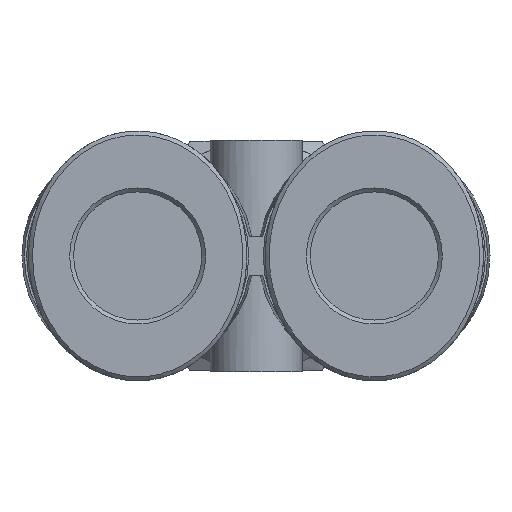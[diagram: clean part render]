
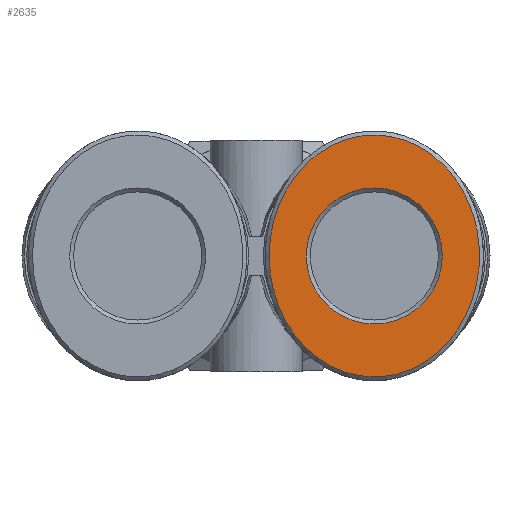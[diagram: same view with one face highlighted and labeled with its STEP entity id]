
A CAD part, left-side view. The second image highlights one B-rep face of the part: STEP entity #2635.
In plain terms, the highlighted face is planar.
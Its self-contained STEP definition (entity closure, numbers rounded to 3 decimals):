
#2562=CARTESIAN_POINT('',(9.2,5.8,0.));
#2563=VERTEX_POINT('',#2562);
#2593=CARTESIAN_POINT('',(9.2,5.8,0.));
#2594=CARTESIAN_POINT('',(9.2,5.8,1.19));
#2595=CARTESIAN_POINT('',(8.58,5.8,3.571));
#2596=CARTESIAN_POINT('',(5.951,5.8,6.456));
#2597=CARTESIAN_POINT('',(2.127,5.8,8.066));
#2598=CARTESIAN_POINT('',(-2.127,5.8,8.067));
#2599=CARTESIAN_POINT('',(-5.952,5.8,6.455));
#2600=CARTESIAN_POINT('',(-8.58,5.8,3.572));
#2601=CARTESIAN_POINT('',(-9.512,5.8,-0.001));
#2602=CARTESIAN_POINT('',(-8.681,5.8,-3.172));
#2603=CARTESIAN_POINT('',(-6.344,5.8,-6.179));
#2604=CARTESIAN_POINT('',(-2.605,5.8,-8.072));
#2605=CARTESIAN_POINT('',(2.129,5.8,-8.064));
#2606=CARTESIAN_POINT('',(5.95,5.8,-6.457));
#2607=CARTESIAN_POINT('',(8.581,5.8,-3.57));
#2608=CARTESIAN_POINT('',(9.2,5.8,-1.19));
#2609=CARTESIAN_POINT('',(9.2,5.8,0.));
#2610=B_SPLINE_CURVE_WITH_KNOTS('',3,(#2593,#2594,#2595,#2596,#2597,#2598,#2599,#2600,#2601,#2602,#2603,#2604,#2605,#2606,#2607,#2608,#2609),.UNSPECIFIED.,.T.,.U.,(4,1,1,1,1,1,1,1,1,1,1,1,1,1,4),(-3.142,-2.693,-2.244,-1.795,-1.346,-0.898,-0.449,0.,0.449,0.748,1.346,1.795,2.244,2.693,3.142),.UNSPECIFIED.);
#2611=EDGE_CURVE('',#2563,#2563,#2610,.T.);
#2616=CARTESIAN_POINT('',(0.,5.8,0.));
#2617=DIRECTION('',(0.0,-1.0,0.0));
#2618=DIRECTION('',(0.0,0.0,-1.0));
#2619=AXIS2_PLACEMENT_3D('',#2616,#2617,#2618);
#2620=PLANE('',#2619);
#2621=ORIENTED_EDGE('',*,*,#2611,.F.);
#2622=EDGE_LOOP('',(#2621));
#2623=FACE_OUTER_BOUND('',#2622,.T.);
#2624=CARTESIAN_POINT('',(5.175,5.8,0.));
#2625=VERTEX_POINT('',#2624);
#2626=CARTESIAN_POINT('',(0.,5.8,0.0));
#2627=DIRECTION('',(0.0,1.0,0.0));
#2628=DIRECTION('',(-1.0,0.0,0.0));
#2629=AXIS2_PLACEMENT_3D('',#2626,#2627,#2628);
#2630=CIRCLE('',#2629,5.175);
#2631=EDGE_CURVE('',#2625,#2625,#2630,.T.);
#2632=ORIENTED_EDGE('',*,*,#2631,.F.);
#2633=EDGE_LOOP('',(#2632));
#2634=FACE_BOUND('',#2633,.T.);
#2635=ADVANCED_FACE('',(#2623,#2634),#2620,.F.);
